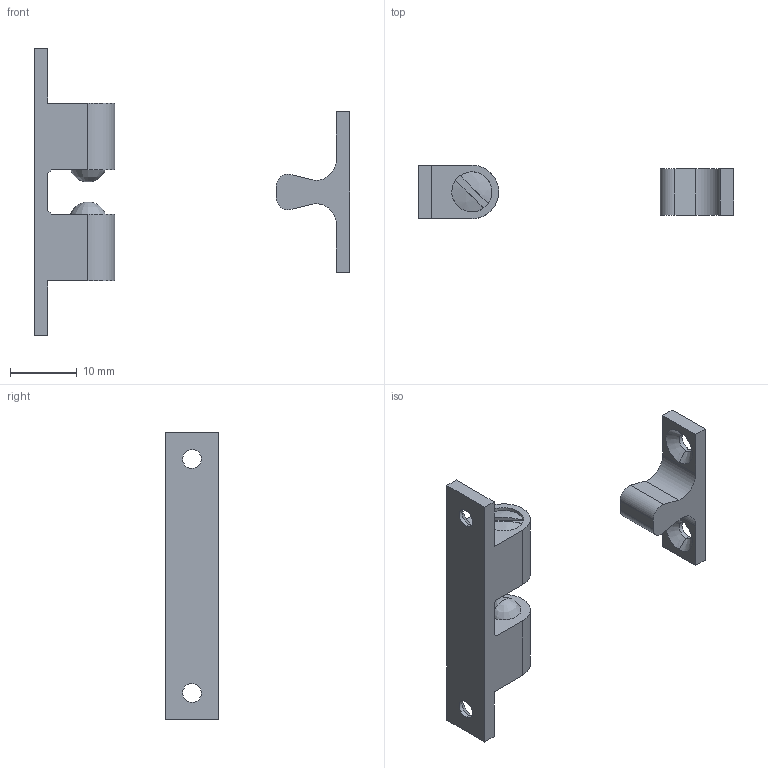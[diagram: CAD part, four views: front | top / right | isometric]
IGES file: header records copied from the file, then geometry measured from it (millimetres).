
Start section: ------------------------------------------------------------------------
Global section: file name: PC002.16516.TL_42_3_4000.igs; native system: spGate; preprocessor: ver19.8.4 (****-****-****-****); author: Unknown; organization: Unknown; date: 250704.175458; units: millimetre
Bounding box: 47.14 x 8 x 43 mm (x, y, z)
Volume: 2593.2 mm3; surface area: 2882.2 mm2
Topology: 6 solids, 6 shells, 80 faces, 190 edges, 116 vertices
Faces by surface type: bspline 80
